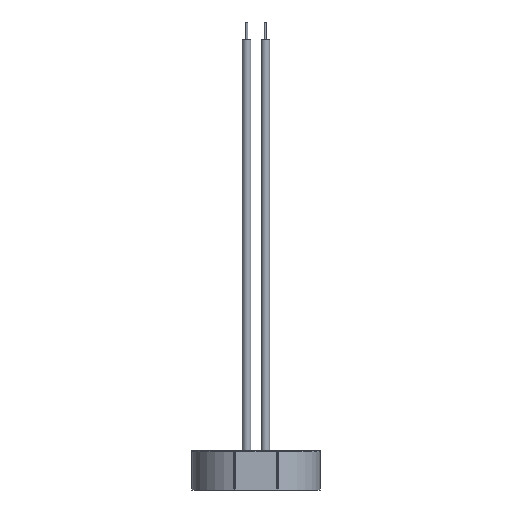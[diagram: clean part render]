
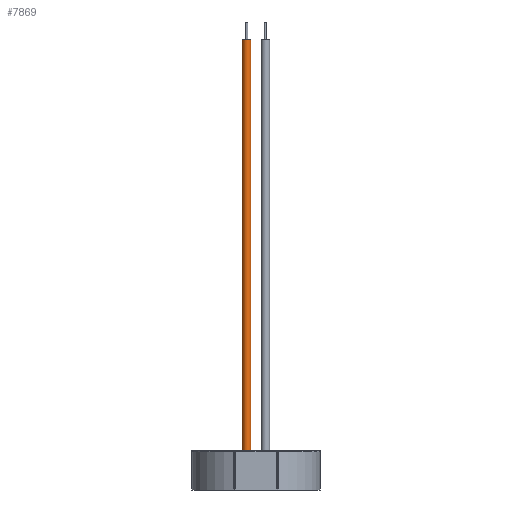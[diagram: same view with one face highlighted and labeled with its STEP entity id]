
A CAD part, front view. The second image highlights one B-rep face of the part: STEP entity #7869.
In plain terms, the highlighted cylindrical face has radius 0.991 mm (diameter 1.981 mm), a partial arc.
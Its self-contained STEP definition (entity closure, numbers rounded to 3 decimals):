
#1251 = DIRECTION ( 'NONE',  ( 1., 0., 0. ) ) ;
#1525 = DIRECTION ( 'NONE',  ( 1., 0., 0. ) ) ;
#1706 = DIRECTION ( 'NONE',  ( 0., 0., -1. ) ) ;
#1879 = CARTESIAN_POINT ( 'NONE',  ( -2.184, -17.927, 0. ) ) ;
#2985 = ORIENTED_EDGE ( 'NONE', *, *, #9008, .T. ) ;
#3045 = CYLINDRICAL_SURFACE ( 'NONE', #26557, 0.991 ) ;
#5459 = CARTESIAN_POINT ( 'NONE',  ( -3.175, -17.927, 96. ) ) ;
#5953 = VERTEX_POINT ( 'NONE', #5459 ) ;
#6505 = DIRECTION ( 'NONE',  ( 0., 0., -1. ) ) ;
#6539 = EDGE_CURVE ( 'NONE', #27278, #34085, #23615, .T. ) ;
#7690 = EDGE_CURVE ( 'NONE', #5953, #27278, #17254, .T. ) ;
#7869 = ADVANCED_FACE ( 'NONE', ( #24387 ), #3045, .T. ) ;
#9008 = EDGE_CURVE ( 'NONE', #5953, #11154, #18297, .T. ) ;
#11107 = CIRCLE ( 'NONE', #28007, 0.991 ) ;
#11154 = VERTEX_POINT ( 'NONE', #21669 ) ;
#12148 = DIRECTION ( 'NONE',  ( 0., 0., -1. ) ) ;
#14791 = ORIENTED_EDGE ( 'NONE', *, *, #22146, .T. ) ;
#15072 = CARTESIAN_POINT ( 'NONE',  ( -1.194, -17.927, 96. ) ) ;
#17254 = CIRCLE ( 'NONE', #29472, 0.991 ) ;
#17837 = CARTESIAN_POINT ( 'NONE',  ( -2.184, -17.927, 96. ) ) ;
#18297 = LINE ( 'NONE', #26682, #24797 ) ;
#20288 = ORIENTED_EDGE ( 'NONE', *, *, #6539, .F. ) ;
#21669 = CARTESIAN_POINT ( 'NONE',  ( -3.175, -17.927, 0. ) ) ;
#22146 = EDGE_CURVE ( 'NONE', #11154, #34085, #11107, .T. ) ;
#23615 = LINE ( 'NONE', #15072, #34718 ) ;
#24387 = FACE_OUTER_BOUND ( 'NONE', #32428, .T. ) ;
#24797 = VECTOR ( 'NONE', #1706, 1000. ) ;
#25462 = DIRECTION ( 'NONE',  ( -1., 0., 0. ) ) ;
#26557 = AXIS2_PLACEMENT_3D ( 'NONE', #31506, #6505, #25462 ) ;
#26682 = CARTESIAN_POINT ( 'NONE',  ( -3.175, -17.927, 96. ) ) ;
#27278 = VERTEX_POINT ( 'NONE', #28954 ) ;
#28007 = AXIS2_PLACEMENT_3D ( 'NONE', #1879, #35282, #1525 ) ;
#28954 = CARTESIAN_POINT ( 'NONE',  ( -1.194, -17.927, 96. ) ) ;
#29326 = DIRECTION ( 'NONE',  ( 0., 0., 1. ) ) ;
#29472 = AXIS2_PLACEMENT_3D ( 'NONE', #17837, #29326, #1251 ) ;
#30157 = CARTESIAN_POINT ( 'NONE',  ( -1.194, -17.927, 0. ) ) ;
#31506 = CARTESIAN_POINT ( 'NONE',  ( -2.184, -17.927, 96. ) ) ;
#32146 = ORIENTED_EDGE ( 'NONE', *, *, #7690, .F. ) ;
#32428 = EDGE_LOOP ( 'NONE', ( #20288, #32146, #2985, #14791 ) ) ;
#34085 = VERTEX_POINT ( 'NONE', #30157 ) ;
#34718 = VECTOR ( 'NONE', #12148, 1000. ) ;
#35282 = DIRECTION ( 'NONE',  ( 0., 0., 1. ) ) ;
